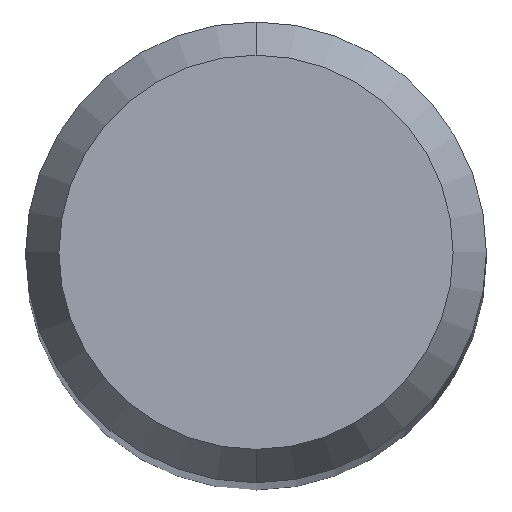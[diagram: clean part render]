
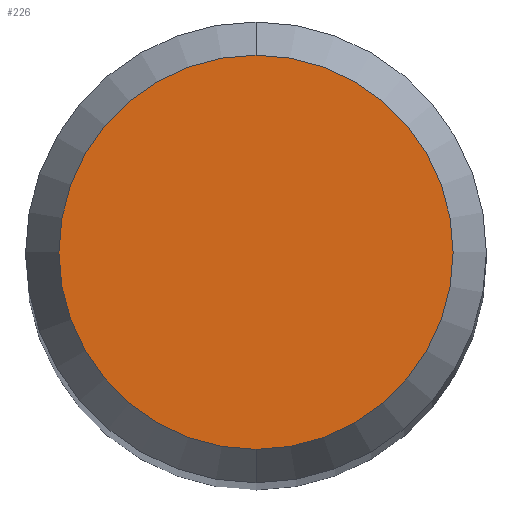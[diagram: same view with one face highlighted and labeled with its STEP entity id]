
A CAD part, top view. The second image highlights one B-rep face of the part: STEP entity #226.
In plain terms, the highlighted planar face has unit normal (0, 0, 1).
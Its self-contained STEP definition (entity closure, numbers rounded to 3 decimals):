
#128=VERTEX_POINT('',#306);
#130=VERTEX_POINT('',#308);
#224=EDGE_CURVE('',#128,#130,#416,.T.);
#226=ADVANCED_FACE('',(#418),#419,.T.);
#238=EDGE_CURVE('',#130,#128,#434,.T.);
#306=CARTESIAN_POINT('',(0.0,1.358,0.01));
#308=CARTESIAN_POINT('',(0.,-1.358,0.01));
#416=CIRCLE('',#643,1.358);
#418=FACE_OUTER_BOUND('',#645,.T.);
#419=PLANE('',#646);
#434=CIRCLE('',#663,1.358);
#643=AXIS2_PLACEMENT_3D('',#871,#872,#873);
#645=EDGE_LOOP('',(#875,#876));
#646=AXIS2_PLACEMENT_3D('',#877,#878,#879);
#663=AXIS2_PLACEMENT_3D('',#897,#898,#899);
#871=CARTESIAN_POINT('',(0.0,0.0,0.01));
#872=DIRECTION('',(0.0,0.0,-1.0));
#873=DIRECTION('',(0.0,1.0,0.0));
#875=ORIENTED_EDGE('',*,*,#224,.F.);
#876=ORIENTED_EDGE('',*,*,#238,.F.);
#877=CARTESIAN_POINT('',(0.0,0.679,0.01));
#878=DIRECTION('',(-0.0,0.0,1.0));
#879=DIRECTION('',(0.0,-1.0,0.0));
#897=CARTESIAN_POINT('',(0.0,0.0,0.01));
#898=DIRECTION('',(0.0,0.0,-1.0));
#899=DIRECTION('',(0.0,1.0,0.0));
